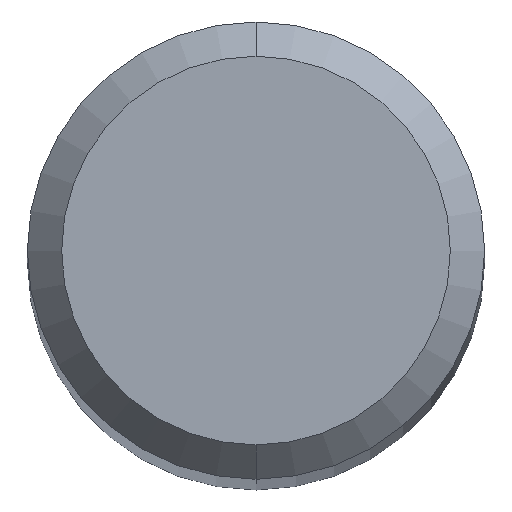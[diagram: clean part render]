
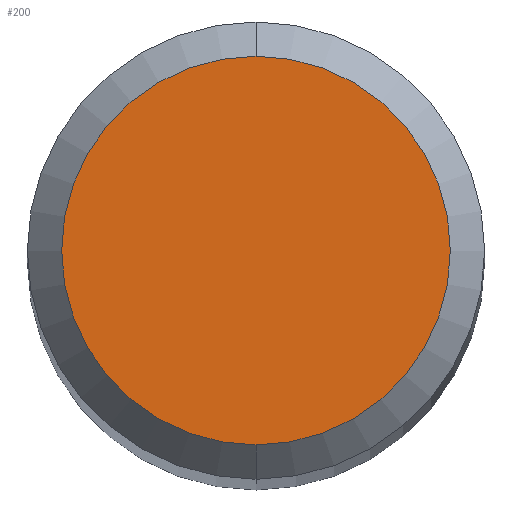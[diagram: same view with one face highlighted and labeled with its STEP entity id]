
A CAD part, top view. The second image highlights one B-rep face of the part: STEP entity #200.
In plain terms, the highlighted planar face has unit normal (0, 0, 1).
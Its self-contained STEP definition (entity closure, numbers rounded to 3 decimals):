
#200=ADVANCED_FACE('',(#503),#504,.T.);
#216=VERTEX_POINT('',#521);
#274=EDGE_CURVE('',#380,#216,#585,.T.);
#380=VERTEX_POINT('',#703);
#384=EDGE_CURVE('',#216,#380,#707,.T.);
#503=FACE_OUTER_BOUND('',#863,.T.);
#504=PLANE('',#864);
#521=CARTESIAN_POINT('',(0.,-1.7,0.0));
#585=CIRCLE('',#1018,1.7);
#703=CARTESIAN_POINT('',(0.0,1.7,0.0));
#707=CIRCLE('',#1259,1.7);
#863=EDGE_LOOP('',(#1442,#1443));
#864=AXIS2_PLACEMENT_3D('',#1444,#1445,#1446);
#1018=AXIS2_PLACEMENT_3D('',#1549,#1550,#1551);
#1259=AXIS2_PLACEMENT_3D('',#1683,#1684,#1685);
#1442=ORIENTED_EDGE('',*,*,#274,.F.);
#1443=ORIENTED_EDGE('',*,*,#384,.F.);
#1444=CARTESIAN_POINT('',(0.0,0.85,0.0));
#1445=DIRECTION('',(-0.0,0.0,1.0));
#1446=DIRECTION('',(0.0,-1.0,0.0));
#1549=CARTESIAN_POINT('',(0.0,0.0,0.0));
#1550=DIRECTION('',(0.0,0.0,-1.0));
#1551=DIRECTION('',(0.0,1.0,0.0));
#1683=CARTESIAN_POINT('',(0.0,0.0,0.0));
#1684=DIRECTION('',(0.0,0.0,-1.0));
#1685=DIRECTION('',(0.0,1.0,0.0));
